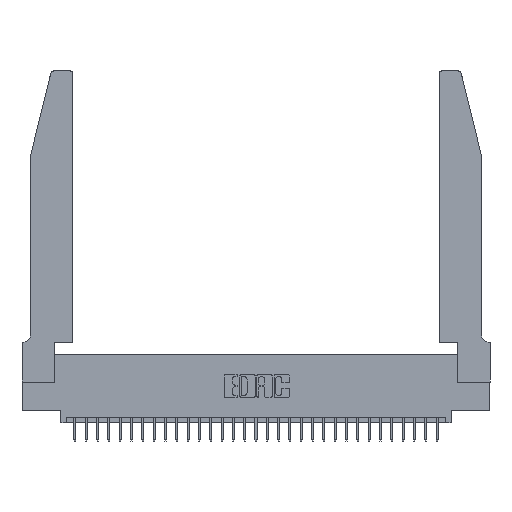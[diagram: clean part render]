
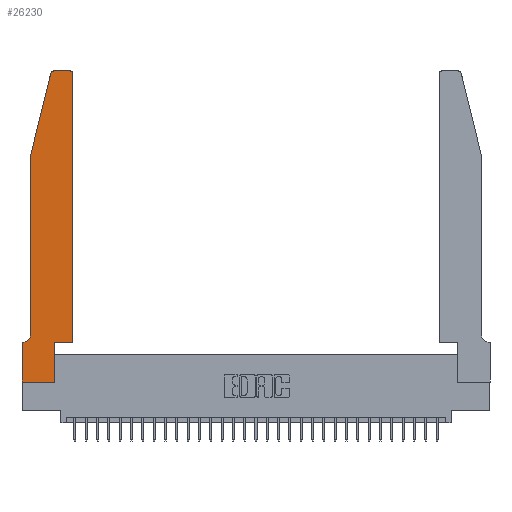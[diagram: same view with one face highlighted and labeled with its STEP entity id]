
A CAD part, top view. The second image highlights one B-rep face of the part: STEP entity #26230.
In plain terms, the highlighted planar face has unit normal (0, 0, 1).
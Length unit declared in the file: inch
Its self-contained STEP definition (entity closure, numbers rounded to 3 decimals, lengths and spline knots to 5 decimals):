
#280 = VECTOR ( 'NONE', #23703, 39.37008 ) ;
#696 = CARTESIAN_POINT ( 'NONE',  ( 0.0755, 2., 0.37 ) ) ;
#1060 = LINE ( 'NONE', #16296, #280 ) ;
#1227 = VERTEX_POINT ( 'NONE', #14201 ) ;
#1293 = VECTOR ( 'NONE', #24089, 39.37008 ) ;
#1361 = VERTEX_POINT ( 'NONE', #7845 ) ;
#1419 = CARTESIAN_POINT ( 'NONE',  ( 0.2865, 0.35, 0.37 ) ) ;
#2180 = DIRECTION ( 'NONE',  ( 1., 0., 0. ) ) ;
#2481 = CARTESIAN_POINT ( 'NONE',  ( 0., 0., 0.37 ) ) ;
#2819 = VERTEX_POINT ( 'NONE', #23972 ) ;
#3507 = EDGE_CURVE ( 'NONE', #1227, #2819, #4943, .T. ) ;
#3967 = LINE ( 'NONE', #2481, #29529 ) ;
#4197 = VERTEX_POINT ( 'NONE', #19923 ) ;
#4943 = LINE ( 'NONE', #9492, #30463 ) ;
#5065 = CIRCLE ( 'NONE', #25699, 0.03 ) ;
#5514 = EDGE_CURVE ( 'NONE', #6736, #10119, #20913, .T. ) ;
#5523 = CARTESIAN_POINT ( 'NONE',  ( 0.4505, 0.35, 0.37 ) ) ;
#5750 = EDGE_CURVE ( 'NONE', #2819, #6736, #26289, .T. ) ;
#5760 = AXIS2_PLACEMENT_3D ( 'NONE', #24021, #9242, #26491 ) ;
#5891 = VECTOR ( 'NONE', #10640, 39.37008 ) ;
#5942 = CARTESIAN_POINT ( 'NONE',  ( 0., 0.35, 0.37 ) ) ;
#6029 = ORIENTED_EDGE ( 'NONE', *, *, #5514, .T. ) ;
#6308 = CIRCLE ( 'NONE', #5760, 0.03 ) ;
#6555 = CARTESIAN_POINT ( 'NONE',  ( 0.284, 2.75, 0.37 ) ) ;
#6736 = VERTEX_POINT ( 'NONE', #31187 ) ;
#6920 = ORIENTED_EDGE ( 'NONE', *, *, #19903, .T. ) ;
#7214 = VERTEX_POINT ( 'NONE', #6555 ) ;
#7845 = CARTESIAN_POINT ( 'NONE',  ( 0.25487, 2.72718, 0.37 ) ) ;
#7915 = ORIENTED_EDGE ( 'NONE', *, *, #27307, .T. ) ;
#8097 = CARTESIAN_POINT ( 'NONE',  ( 0., 0., 0.37 ) ) ;
#9101 = LINE ( 'NONE', #24946, #27241 ) ;
#9242 = DIRECTION ( 'NONE',  ( 0., 0., 1. ) ) ;
#9303 = CARTESIAN_POINT ( 'NONE',  ( 0.2865, 0.35, 0.37 ) ) ;
#9427 = DIRECTION ( 'NONE',  ( -1., 0., 0. ) ) ;
#9492 = CARTESIAN_POINT ( 'NONE',  ( 0.0755, 2., 0.37 ) ) ;
#10083 = ORIENTED_EDGE ( 'NONE', *, *, #23899, .T. ) ;
#10119 = VERTEX_POINT ( 'NONE', #17522 ) ;
#10287 = DIRECTION ( 'NONE',  ( 0., 0., -1. ) ) ;
#10640 = DIRECTION ( 'NONE',  ( 1., 0., 0. ) ) ;
#11083 = ORIENTED_EDGE ( 'NONE', *, *, #12913, .T. ) ;
#11150 = ORIENTED_EDGE ( 'NONE', *, *, #5750, .T. ) ;
#11959 = EDGE_CURVE ( 'NONE', #4197, #25214, #26137, .T. ) ;
#12398 = ORIENTED_EDGE ( 'NONE', *, *, #21435, .T. ) ;
#12701 = DIRECTION ( 'NONE',  ( -1., 0., 0. ) ) ;
#12913 = EDGE_CURVE ( 'NONE', #7214, #1361, #6308, .T. ) ;
#13242 = DIRECTION ( 'NONE',  ( -0.239, -0.971, 0. ) ) ;
#13317 = EDGE_CURVE ( 'NONE', #1361, #1227, #20275, .T. ) ;
#13403 = FACE_OUTER_BOUND ( 'NONE', #31045, .T. ) ;
#13519 = DIRECTION ( 'NONE',  ( 0., 0., 1. ) ) ;
#13746 = VECTOR ( 'NONE', #13242, 39.37008 ) ;
#14201 = CARTESIAN_POINT ( 'NONE',  ( 0.0755, 2., 0.37 ) ) ;
#14954 = DIRECTION ( 'NONE',  ( 0., -1., 0. ) ) ;
#15143 = VECTOR ( 'NONE', #9427, 39.37008 ) ;
#16296 = CARTESIAN_POINT ( 'NONE',  ( 0.4505, 0.35, 0.37 ) ) ;
#16626 = CARTESIAN_POINT ( 'NONE',  ( 0.2865, 0., 0.37 ) ) ;
#17123 = CARTESIAN_POINT ( 'NONE',  ( 0.4505, 2.72, 0.37 ) ) ;
#17151 = DIRECTION ( 'NONE',  ( 0., 0., 1. ) ) ;
#17522 = CARTESIAN_POINT ( 'NONE',  ( 0., 0.35, 0.37 ) ) ;
#18165 = VERTEX_POINT ( 'NONE', #1419 ) ;
#19598 = ORIENTED_EDGE ( 'NONE', *, *, #3507, .T. ) ;
#19903 = EDGE_CURVE ( 'NONE', #21254, #28210, #31389, .T. ) ;
#19923 = CARTESIAN_POINT ( 'NONE',  ( 0.4505, 0.35, 0.37 ) ) ;
#20275 = LINE ( 'NONE', #696, #13746 ) ;
#20421 = DIRECTION ( 'NONE',  ( 0., 1., 0. ) ) ;
#20428 = ORIENTED_EDGE ( 'NONE', *, *, #27258, .T. ) ;
#20913 = LINE ( 'NONE', #24216, #15143 ) ;
#21254 = VERTEX_POINT ( 'NONE', #22956 ) ;
#21435 = EDGE_CURVE ( 'NONE', #18165, #4197, #1060, .T. ) ;
#22956 = CARTESIAN_POINT ( 'NONE',  ( 0., 0., 0.37 ) ) ;
#23181 = PLANE ( 'NONE',  #29367 ) ;
#23703 = DIRECTION ( 'NONE',  ( 1., 0., 0. ) ) ;
#23899 = EDGE_CURVE ( 'NONE', #28210, #18165, #27711, .T. ) ;
#23972 = CARTESIAN_POINT ( 'NONE',  ( 0.0755, 0.42, 0.37 ) ) ;
#24021 = CARTESIAN_POINT ( 'NONE',  ( 0.284, 2.72, 0.37 ) ) ;
#24089 = DIRECTION ( 'NONE',  ( 0., 1., 0. ) ) ;
#24216 = CARTESIAN_POINT ( 'NONE',  ( 0.0755, 0.35, 0.37 ) ) ;
#24946 = CARTESIAN_POINT ( 'NONE',  ( 0.2605, 2.75, 0.37 ) ) ;
#25045 = CARTESIAN_POINT ( 'NONE',  ( 0.0055, 0.42, 0.37 ) ) ;
#25214 = VERTEX_POINT ( 'NONE', #17123 ) ;
#25699 = AXIS2_PLACEMENT_3D ( 'NONE', #31815, #17151, #2180 ) ;
#25988 = AXIS2_PLACEMENT_3D ( 'NONE', #25045, #10287, #27521 ) ;
#26137 = LINE ( 'NONE', #5523, #31838 ) ;
#26230 = ADVANCED_FACE ( 'NONE', ( #13403 ), #23181, .T. ) ;
#26289 = CIRCLE ( 'NONE', #25988, 0.07 ) ;
#26491 = DIRECTION ( 'NONE',  ( 1., 0., 0. ) ) ;
#26651 = ORIENTED_EDGE ( 'NONE', *, *, #28348, .T. ) ;
#27241 = VECTOR ( 'NONE', #12701, 39.37008 ) ;
#27258 = EDGE_CURVE ( 'NONE', #10119, #21254, #3967, .T. ) ;
#27270 = DIRECTION ( 'NONE',  ( 0., -1., 0. ) ) ;
#27279 = ORIENTED_EDGE ( 'NONE', *, *, #13317, .T. ) ;
#27307 = EDGE_CURVE ( 'NONE', #29888, #7214, #9101, .T. ) ;
#27521 = DIRECTION ( 'NONE',  ( -1., 0., 0. ) ) ;
#27603 = CARTESIAN_POINT ( 'NONE',  ( 0.4205, 2.75, 0.37 ) ) ;
#27711 = LINE ( 'NONE', #9303, #1293 ) ;
#28210 = VERTEX_POINT ( 'NONE', #16626 ) ;
#28348 = EDGE_CURVE ( 'NONE', #25214, #29888, #5065, .T. ) ;
#28551 = ORIENTED_EDGE ( 'NONE', *, *, #11959, .T. ) ;
#29367 = AXIS2_PLACEMENT_3D ( 'NONE', #5942, #13519, #30667 ) ;
#29529 = VECTOR ( 'NONE', #14954, 39.37008 ) ;
#29888 = VERTEX_POINT ( 'NONE', #27603 ) ;
#30463 = VECTOR ( 'NONE', #27270, 39.37008 ) ;
#30667 = DIRECTION ( 'NONE',  ( 1., 0., 0. ) ) ;
#31045 = EDGE_LOOP ( 'NONE', ( #7915, #11083, #27279, #19598, #11150, #6029, #20428, #6920, #10083, #12398, #28551, #26651 ) ) ;
#31187 = CARTESIAN_POINT ( 'NONE',  ( 0.0055, 0.35, 0.37 ) ) ;
#31389 = LINE ( 'NONE', #8097, #5891 ) ;
#31815 = CARTESIAN_POINT ( 'NONE',  ( 0.4205, 2.72, 0.37 ) ) ;
#31838 = VECTOR ( 'NONE', #20421, 39.37008 ) ;
